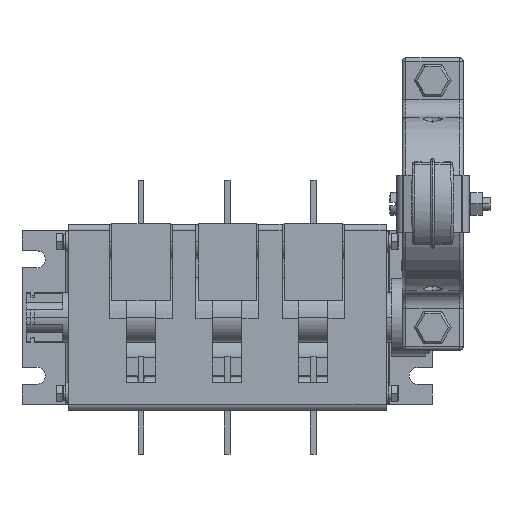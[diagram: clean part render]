
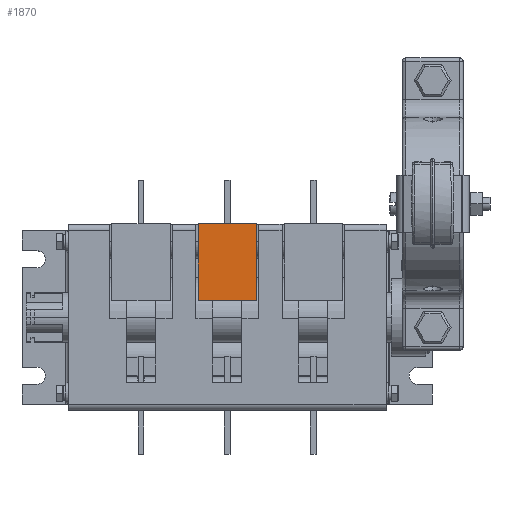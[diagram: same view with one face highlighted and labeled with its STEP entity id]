
A CAD part, top view. The second image highlights one B-rep face of the part: STEP entity #1870.
In plain terms, the highlighted planar face has unit normal (0, 0, 1).
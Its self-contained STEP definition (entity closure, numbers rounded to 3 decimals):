
#508 = LINE ( 'NONE', #21943, #20118 ) ;
#1226 = DIRECTION ( 'NONE',  ( 0., -1., 0. ) ) ;
#1427 = DIRECTION ( 'NONE',  ( -1., 0., 0. ) ) ;
#1870 = ADVANCED_FACE ( 'NONE', ( #21166 ), #16415, .F. ) ;
#3088 = VECTOR ( 'NONE', #5497, 1000. ) ;
#4462 = EDGE_CURVE ( 'NONE', #27564, #24665, #29070, .T. ) ;
#4794 = VERTEX_POINT ( 'NONE', #13237 ) ;
#5497 = DIRECTION ( 'NONE',  ( -1., 0., 0. ) ) ;
#6509 = CARTESIAN_POINT ( 'NONE',  ( 12.5, 7.25, 94.5 ) ) ;
#6705 = EDGE_CURVE ( 'NONE', #4794, #24665, #508, .T. ) ;
#7466 = ORIENTED_EDGE ( 'NONE', *, *, #4462, .F. ) ;
#7529 = ORIENTED_EDGE ( 'NONE', *, *, #9609, .T. ) ;
#8403 = CARTESIAN_POINT ( 'NONE',  ( 12.5, 40.25, 94.5 ) ) ;
#9609 = EDGE_CURVE ( 'NONE', #18537, #4794, #35096, .T. ) ;
#10241 = AXIS2_PLACEMENT_3D ( 'NONE', #30141, #35957, #1427 ) ;
#11131 = DIRECTION ( 'NONE',  ( -1., 0., 0. ) ) ;
#11636 = CARTESIAN_POINT ( 'NONE',  ( 12.5, 7.25, 94.5 ) ) ;
#13237 = CARTESIAN_POINT ( 'NONE',  ( -12.5, 40.25, 94.5 ) ) ;
#14056 = CARTESIAN_POINT ( 'NONE',  ( 12.5, 7.25, 94.5 ) ) ;
#15441 = LINE ( 'NONE', #6509, #34369 ) ;
#15497 = DIRECTION ( 'NONE',  ( 0., -1., 0. ) ) ;
#16185 = ORIENTED_EDGE ( 'NONE', *, *, #6705, .T. ) ;
#16415 = PLANE ( 'NONE',  #10241 ) ;
#16444 = ORIENTED_EDGE ( 'NONE', *, *, #21007, .F. ) ;
#16926 = CARTESIAN_POINT ( 'NONE',  ( -12.5, 7.25, 94.5 ) ) ;
#18537 = VERTEX_POINT ( 'NONE', #30395 ) ;
#20118 = VECTOR ( 'NONE', #15497, 1000. ) ;
#21007 = EDGE_CURVE ( 'NONE', #18537, #27564, #15441, .T. ) ;
#21166 = FACE_OUTER_BOUND ( 'NONE', #27517, .T. ) ;
#21943 = CARTESIAN_POINT ( 'NONE',  ( -12.5, 7.25, 94.5 ) ) ;
#24665 = VERTEX_POINT ( 'NONE', #16926 ) ;
#27517 = EDGE_LOOP ( 'NONE', ( #16185, #7466, #16444, #7529 ) ) ;
#27564 = VERTEX_POINT ( 'NONE', #11636 ) ;
#29070 = LINE ( 'NONE', #14056, #30573 ) ;
#30141 = CARTESIAN_POINT ( 'NONE',  ( 12.5, 7.25, 94.5 ) ) ;
#30395 = CARTESIAN_POINT ( 'NONE',  ( 12.5, 40.25, 94.5 ) ) ;
#30573 = VECTOR ( 'NONE', #11131, 1000. ) ;
#34369 = VECTOR ( 'NONE', #1226, 1000. ) ;
#35096 = LINE ( 'NONE', #8403, #3088 ) ;
#35957 = DIRECTION ( 'NONE',  ( 0., 0., -1. ) ) ;
